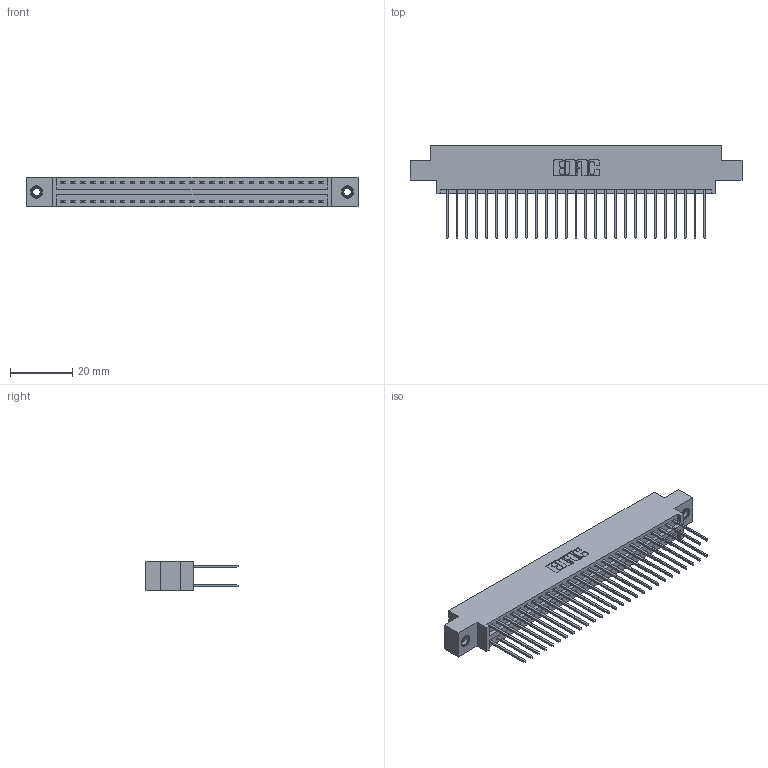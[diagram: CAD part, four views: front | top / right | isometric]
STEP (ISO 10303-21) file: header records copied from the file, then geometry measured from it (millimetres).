
FILE_DESCRIPTION (( 'STEP AP203' ), '1' );
FILE_NAME ('396-054-540-807.STEP', '2019-11-02T07:59:48', ( '' ), ( '' ), 'SwSTEP 2.0', 'SolidWorks 2016', '' );
FILE_SCHEMA (( 'CONFIG_CONTROL_DESIGN' ));
Length unit declared in the file: inch
Products named in the file (4): 346 Part_0.170 Offset - 0.156 Dia-TI; 345-292-001_345-293-140; 345-250-001_345-250-005-103; 396-054-540-807
Assembly tree (57 placements, depth 2):
  396-054-540-807
    346 Part_0.170 Offset - 0.156 Dia-TI
    345-292-001_345-293-140  x54
    345-250-001_345-250-005-103  x2
Bounding box: 106.3 x 29.46 x 9.4 mm (x, y, z)
Volume: 10285.6 mm3; surface area: 15084.1 mm2
Topology: 57 solids, 57 shells, 2994 faces, 8847 edges, 5818 vertices
Faces by surface type: plane 2002, cylinder 976, cone 12, torus 4
Entity records: 20976 total; most frequent: CARTESIAN_POINT 3463, ORIENTED_EDGE 3390, DIRECTION 3129, EDGE_CURVE 1695, LINE 1435, VECTOR 1435, VERTEX_POINT 1124, AXIS2_PLACEMENT_3D 847
